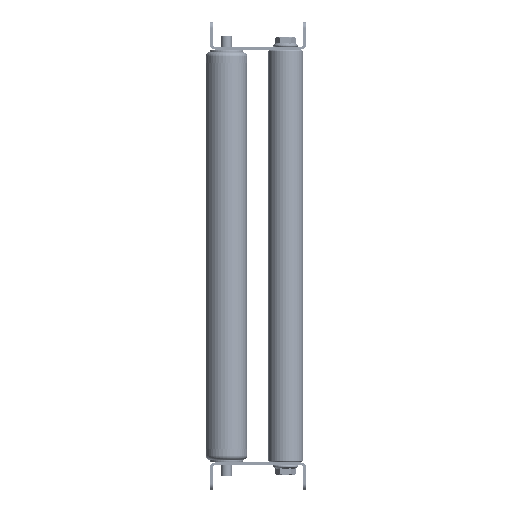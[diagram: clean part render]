
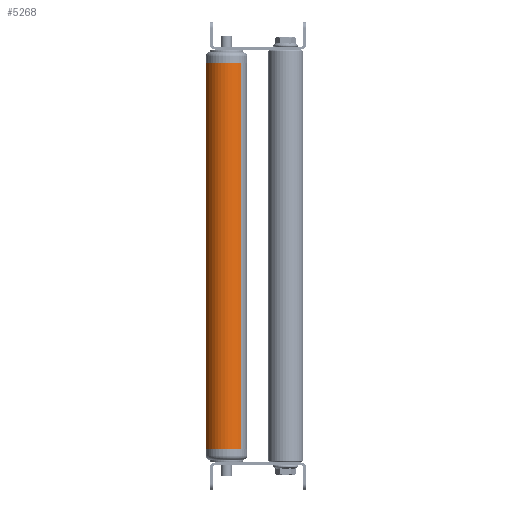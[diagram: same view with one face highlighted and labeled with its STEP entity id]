
A CAD part, left-side view. The second image highlights one B-rep face of the part: STEP entity #5268.
In plain terms, the highlighted cylindrical face has radius 15 mm (diameter 30 mm), a partial arc.
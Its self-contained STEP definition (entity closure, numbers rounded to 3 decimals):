
#87 = DIRECTION ( 'NONE',  ( -1., 0., 0. ) ) ;
#201 = CARTESIAN_POINT ( 'NONE',  ( 0., 0., -15. ) ) ;
#427 = DIRECTION ( 'NONE',  ( -1., 0., 0. ) ) ;
#1155 = CARTESIAN_POINT ( 'NONE',  ( 280., 0., 0. ) ) ;
#2085 = DIRECTION ( 'NONE',  ( 0., 0., -1. ) ) ;
#2285 = CARTESIAN_POINT ( 'NONE',  ( 0., 0., 15. ) ) ;
#2319 = CARTESIAN_POINT ( 'NONE',  ( 280., 0., -15. ) ) ;
#4460 = AXIS2_PLACEMENT_3D ( 'NONE', #6277, #6024, #9970 ) ;
#4551 = EDGE_CURVE ( 'NONE', #11207, #6774, #7866, .T. ) ;
#4716 = VERTEX_POINT ( 'NONE', #18997 ) ;
#4726 = AXIS2_PLACEMENT_3D ( 'NONE', #12896, #9457, #2085 ) ;
#5268 = ADVANCED_FACE ( 'NONE', ( #14434 ), #21733, .T. ) ;
#5988 = LINE ( 'NONE', #22518, #6803 ) ;
#6024 = DIRECTION ( 'NONE',  ( 1., 0., 0. ) ) ;
#6208 = VECTOR ( 'NONE', #427, 1000. ) ;
#6277 = CARTESIAN_POINT ( 'NONE',  ( 280., 0., 0. ) ) ;
#6774 = VERTEX_POINT ( 'NONE', #201 ) ;
#6803 = VECTOR ( 'NONE', #87, 1000. ) ;
#7866 = CIRCLE ( 'NONE', #4726, 15. ) ;
#8802 = DIRECTION ( 'NONE',  ( 0., 0., 1. ) ) ;
#9457 = DIRECTION ( 'NONE',  ( 1., 0., 0. ) ) ;
#9576 = EDGE_CURVE ( 'NONE', #23575, #6774, #5988, .T. ) ;
#9970 = DIRECTION ( 'NONE',  ( 0., 0., -1. ) ) ;
#11207 = VERTEX_POINT ( 'NONE', #2285 ) ;
#11912 = CIRCLE ( 'NONE', #4460, 15. ) ;
#12229 = ORIENTED_EDGE ( 'NONE', *, *, #4551, .T. ) ;
#12896 = CARTESIAN_POINT ( 'NONE',  ( 0., 0., 0. ) ) ;
#13116 = LINE ( 'NONE', #18774, #6208 ) ;
#14186 = EDGE_CURVE ( 'NONE', #4716, #23575, #11912, .T. ) ;
#14434 = FACE_OUTER_BOUND ( 'NONE', #15075, .T. ) ;
#15075 = EDGE_LOOP ( 'NONE', ( #21649, #24208, #18465, #12229 ) ) ;
#16178 = DIRECTION ( 'NONE',  ( -1., 0., 0. ) ) ;
#18283 = EDGE_CURVE ( 'NONE', #4716, #11207, #13116, .T. ) ;
#18465 = ORIENTED_EDGE ( 'NONE', *, *, #18283, .T. ) ;
#18774 = CARTESIAN_POINT ( 'NONE',  ( 280., 0., 15. ) ) ;
#18997 = CARTESIAN_POINT ( 'NONE',  ( 280., 0., 15. ) ) ;
#20459 = AXIS2_PLACEMENT_3D ( 'NONE', #1155, #16178, #8802 ) ;
#21649 = ORIENTED_EDGE ( 'NONE', *, *, #9576, .F. ) ;
#21733 = CYLINDRICAL_SURFACE ( 'NONE', #20459, 15. ) ;
#22518 = CARTESIAN_POINT ( 'NONE',  ( 280., 0., -15. ) ) ;
#23575 = VERTEX_POINT ( 'NONE', #2319 ) ;
#24208 = ORIENTED_EDGE ( 'NONE', *, *, #14186, .F. ) ;
